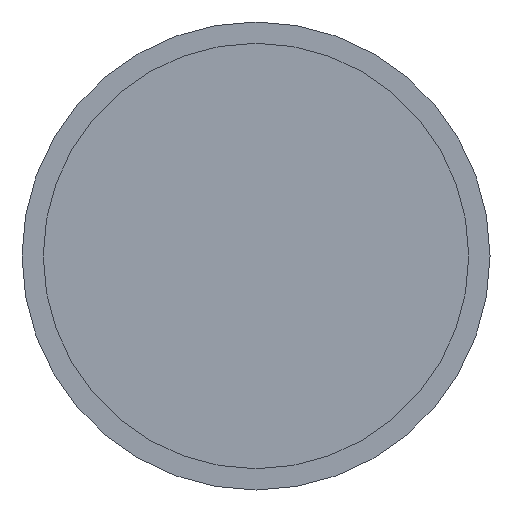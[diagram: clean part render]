
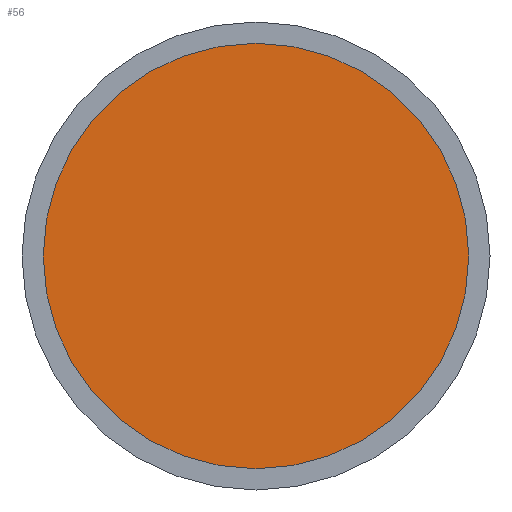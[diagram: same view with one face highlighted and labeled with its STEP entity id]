
A CAD part, front view. The second image highlights one B-rep face of the part: STEP entity #56.
In plain terms, the highlighted planar face has unit normal (0, -1, 0).
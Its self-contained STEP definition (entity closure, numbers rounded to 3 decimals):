
#26 = FACE_OUTER_BOUND ( 'NONE', #45, .T. ) ;
#45 = EDGE_LOOP ( 'NONE', ( #810, #435 ) ) ;
#50 = AXIS2_PLACEMENT_3D ( 'NONE', #736, #1086, #644 ) ;
#56 = ADVANCED_FACE ( 'NONE', ( #26 ), #1090, .T. ) ;
#88 = CIRCLE ( 'NONE', #660, 50. ) ;
#117 = DIRECTION ( 'NONE',  ( 0., 0., -1. ) ) ;
#118 = EDGE_CURVE ( 'NONE', #715, #441, #88, .T. ) ;
#398 = EDGE_CURVE ( 'NONE', #441, #715, #1022, .T. ) ;
#428 = CARTESIAN_POINT ( 'NONE',  ( 0., 15., 50. ) ) ;
#435 = ORIENTED_EDGE ( 'NONE', *, *, #118, .T. ) ;
#441 = VERTEX_POINT ( 'NONE', #816 ) ;
#577 = CARTESIAN_POINT ( 'NONE',  ( 0., 15., 0. ) ) ;
#644 = DIRECTION ( 'NONE',  ( 0., 0., -1. ) ) ;
#660 = AXIS2_PLACEMENT_3D ( 'NONE', #577, #1014, #679 ) ;
#679 = DIRECTION ( 'NONE',  ( 0., 0., -1. ) ) ;
#715 = VERTEX_POINT ( 'NONE', #428 ) ;
#736 = CARTESIAN_POINT ( 'NONE',  ( 0., 15., 0. ) ) ;
#810 = ORIENTED_EDGE ( 'NONE', *, *, #398, .T. ) ;
#816 = CARTESIAN_POINT ( 'NONE',  ( 0., 15., -50. ) ) ;
#856 = AXIS2_PLACEMENT_3D ( 'NONE', #1097, #1078, #117 ) ;
#1014 = DIRECTION ( 'NONE',  ( 0., -1., 0. ) ) ;
#1022 = CIRCLE ( 'NONE', #856, 50. ) ;
#1078 = DIRECTION ( 'NONE',  ( 0., -1., 0. ) ) ;
#1086 = DIRECTION ( 'NONE',  ( 0., -1., 0. ) ) ;
#1090 = PLANE ( 'NONE',  #50 ) ;
#1097 = CARTESIAN_POINT ( 'NONE',  ( 0., 15., 0. ) ) ;
